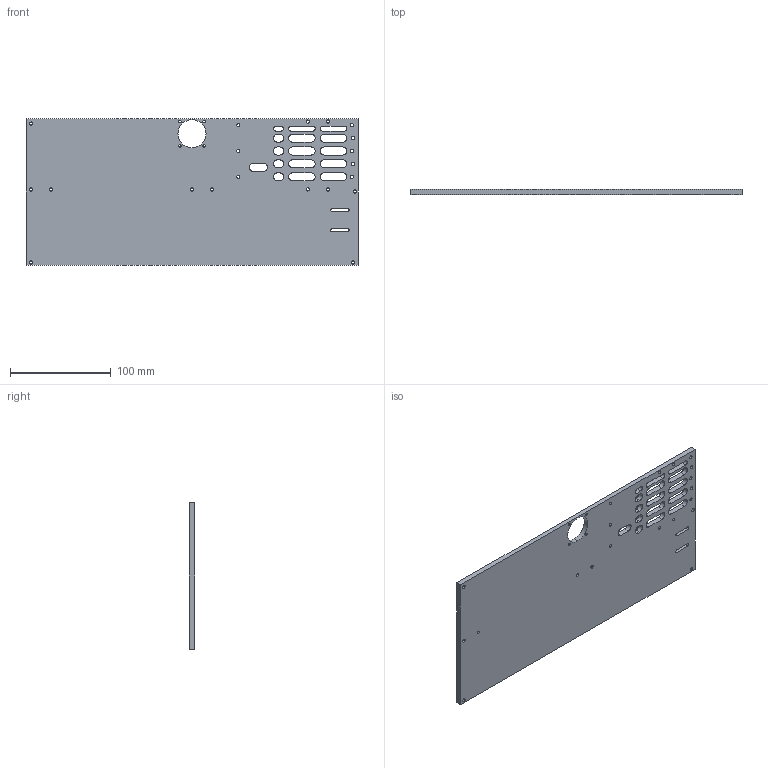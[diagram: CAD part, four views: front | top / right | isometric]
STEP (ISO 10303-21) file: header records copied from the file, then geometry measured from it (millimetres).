
FILE_DESCRIPTION (( 'STEP AP214' ), '1' );
FILE_NAME ('儂眊菁啣.STEP', '2023-02-19T13:23:29', ( 'SIAT' ), ( 'HP Inc.' ), 'SwSTEP 2.0', 'SolidWorks 2018', '' );
FILE_SCHEMA (( 'AUTOMOTIVE_DESIGN' ));
Length unit declared in the file: millimetre
Products named in the file (1): 儂眊菁啣
Bounding box: 330 x 5 x 146 mm (x, y, z)
Volume: 224956.6 mm3; surface area: 100754.6 mm2
Topology: 1 solids, 1 shells, 128 faces, 378 edges, 252 vertices
Faces by surface type: cylinder 86, plane 42
Entity records: 4560 total; most frequent: DIRECTION 808, CARTESIAN_POINT 759, ORIENTED_EDGE 756, EDGE_CURVE 378, AXIS2_PLACEMENT_3D 301, VERTEX_POINT 252, EDGE_LOOP 214, LINE 206
